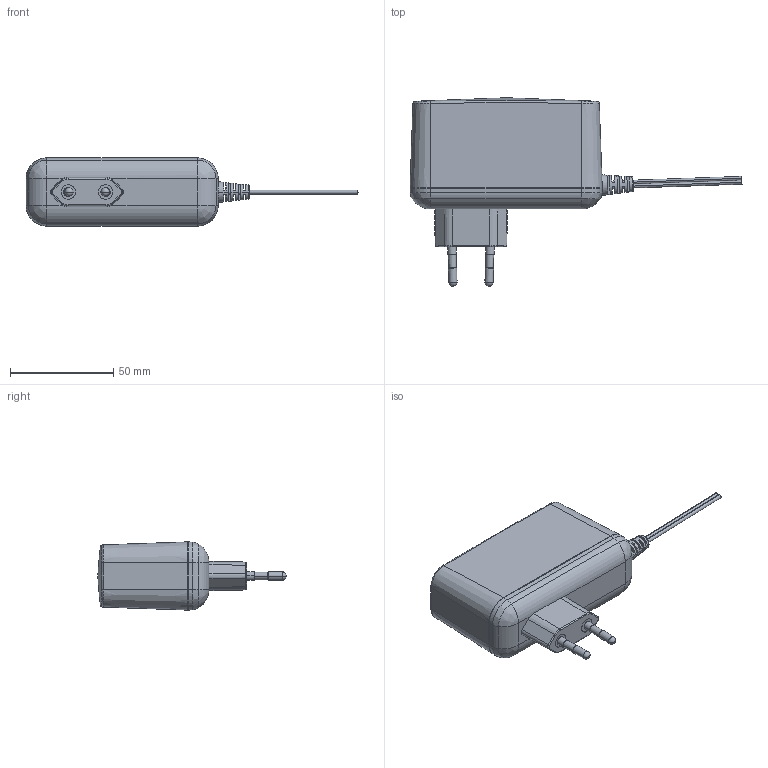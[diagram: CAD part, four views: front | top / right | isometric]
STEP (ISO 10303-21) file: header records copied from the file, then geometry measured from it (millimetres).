
FILE_DESCRIPTION((''),'2;1');
FILE_NAME('GT-83082-3612-W2E_ASM','2022-08-23T09:06:37',('jirenqiang'),(''),'CREO PARAMETRIC BY PTC INC, 2018050','CREO PARAMETRIC BY PTC INC, 2018050','');
FILE_SCHEMA(('CONFIG_CONTROL_DESIGN'));
Length unit declared in the file: millimetre
Products named in the file (10): MANIFOLD_SOLID_BREP; MANIFOLD_SOLID_BREP_; MANIFOLD_SOLID_BREP-1; EU_COVER_ASM_ASM; 80P330402; EU_PINS_ASM_ASM; TOP; SR; EU_BOT; GT-83082-3612-W2E_ASM
Assembly tree (10 placements, depth 4):
  GT-83082-3612-W2E_ASM
    EU_PINS_ASM_ASM
      EU_COVER_ASM_ASM
        MANIFOLD_SOLID_BREP
        MANIFOLD_SOLID_BREP_
        MANIFOLD_SOLID_BREP-1
      80P330402  x2
    TOP
    SR
    EU_BOT
Bounding box: 160.64 x 91.2 x 33.01 mm (x, y, z)
Volume: 39144 mm3; surface area: 41227.7 mm2
Topology: 8 solids, 8 shells, 940 faces, 2475 edges, 1559 vertices
Faces by surface type: plane 517, cylinder 273, cone 70, bspline 44, torus 32, sphere 4
Entity records: 29285 total; most frequent: CARTESIAN_POINT 7926, DIRECTION 4540, ORIENTED_EDGE 4450, EDGE_CURVE 2225, AXIS2_PLACEMENT_3D 1679, VERTEX_POINT 1405, VECTOR 1182, LINE 1182
